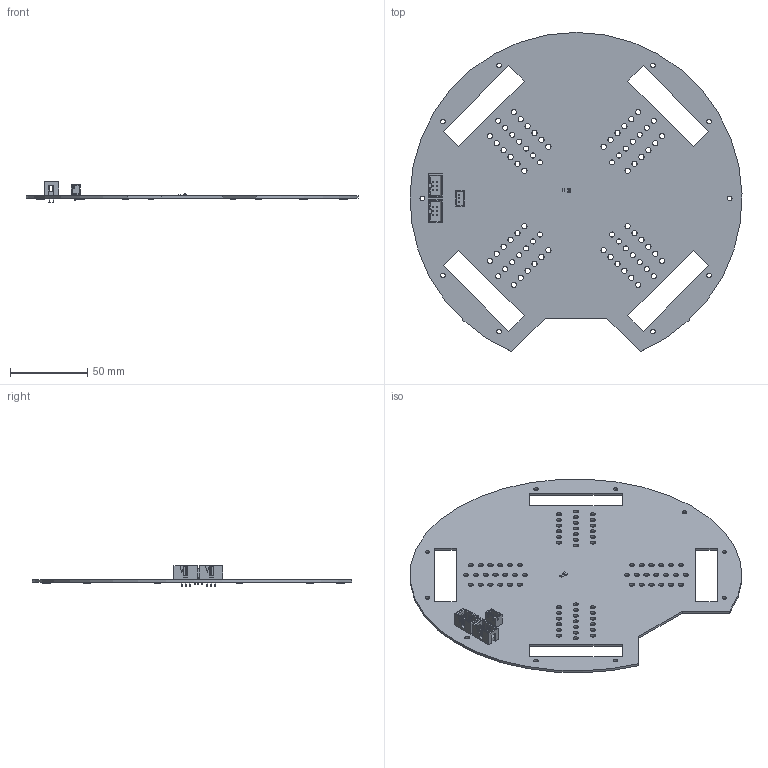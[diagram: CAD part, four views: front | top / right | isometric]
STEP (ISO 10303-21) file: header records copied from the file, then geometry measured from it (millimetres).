
FILE_DESCRIPTION(('KiCad electronic assembly'),'2;1');
FILE_NAME('Line PCB 2.4 3D Model','2023-07-22T11:14:30',('Pcbnew'),( 'Kicad'),'Open CASCADE STEP processor 7.6','KiCad to STEP converter' ,'Unknown');
FILE_SCHEMA(('AUTOMOTIVE_DESIGN { 1 0 10303 214 1 1 1 1 }'));
Length unit declared in the file: millimetre
Products named in the file (14): Line PCB 2 1; R_0805_2012Metric; SOLID; Box IDC header 2x3; B3B-XH-A_LF__SN_; COMPOUND; NXV55UNR; ALS-PT19-315C_L177_TR8; User Library-LED_2835_Samsung_SPMWH1228; Line 2.4 PCB
Assembly tree (60 placements, depth 3):
  Line PCB 2 1
    R_0805_2012Metric  x25
      SOLID
    Box IDC header 2x3  x2
      SOLID
    B3B-XH-A_LF__SN_
      COMPOUND
    NXV55UNR
      COMPOUND
    ALS-PT19-315C_L177_TR8  x12
      COMPOUND
    User Library-LED_2835_Samsung_SPMWH1228  x12
      COMPOUND
    Line 2.4 PCB
Bounding box: 214.92 x 206.62 x 13.41 mm (x, y, z)
Volume: 50128.4 mm3; surface area: 68030.5 mm2
Topology: 264 solids, 444 shells, 4432 faces, 10561 edges, 5895 vertices
Faces by surface type: plane 2265, cylinder 1499, sphere 368, bspline 132, cone 96, torus 72
Full cylindrical faces by diameter (mm): 0.89 x12, 1 x3, 3 x10, 3.3 x28, 3.4 x48
Entity records: 49245 total; most frequent: CARTESIAN_POINT 11702, DIRECTION 6826, LINE 4339, VECTOR 4339, ORIENTED_EDGE 3527, PCURVE 3527, DEFINITIONAL_REPRESENTATION 3527, EDGE_CURVE 1765
